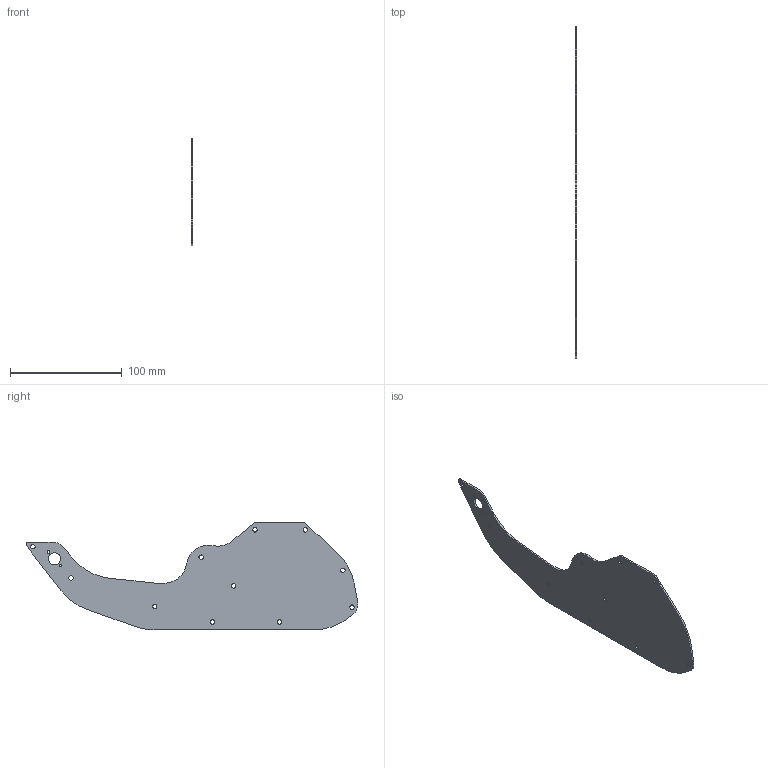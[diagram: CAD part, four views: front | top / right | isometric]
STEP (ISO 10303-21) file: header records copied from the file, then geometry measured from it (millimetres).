
FILE_DESCRIPTION(/* description */ (''),/* implementation_level */ '2;1');
FILE_NAME(/* name */ 'Cote_Droit.stp',/* time_stamp */ '2016-02-05T10:26:55+01:00',/* author */ ('dimercur'),/* organization */ (''),/* preprocessor_version */ 'ST-DEVELOPER v16.1',/* originating_system */ 'Autodesk Inventor 2016',/* authorisation */ '');
FILE_SCHEMA (('AUTOMOTIVE_DESIGN { 1 0 10303 214 3 1 1 }'));
Length unit declared in the file: millimetre
Products named in the file (1): Cote_Droit
Bounding box: 1.6 x 297.07 x 96.38 mm (x, y, z)
Volume: 27535 mm3; surface area: 35861.6 mm2
Topology: 1 solids, 1 shells, 41 faces, 117 edges, 78 vertices
Faces by surface type: cylinder 28, plane 13
Full cylindrical faces by diameter (mm): 2.5 x2, 4 x11, 11 x1
Entity records: 1377 total; most frequent: DIRECTION 243, CARTESIAN_POINT 223, ORIENTED_EDGE 206, EDGE_CURVE 103, AXIS2_PLACEMENT_3D 98, EDGE_LOOP 83, VERTEX_POINT 78, CIRCLE 56
